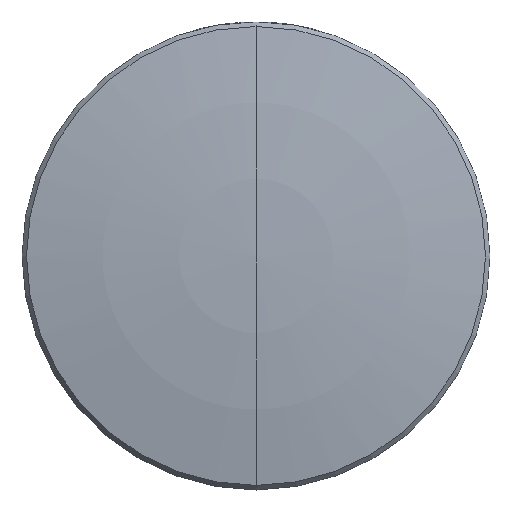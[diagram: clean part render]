
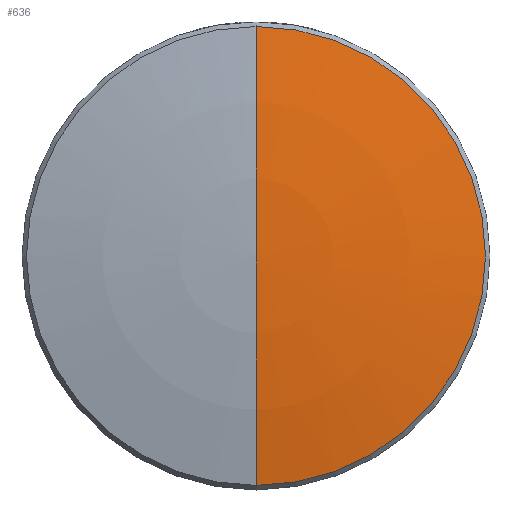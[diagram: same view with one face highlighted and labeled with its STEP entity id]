
A CAD part, top view. The second image highlights one B-rep face of the part: STEP entity #636.
In plain terms, the highlighted toroidal (fillet/blend) face has major radius 0.046 mm and minor radius 69.01 mm.
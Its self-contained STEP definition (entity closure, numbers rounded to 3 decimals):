
#108 = DIRECTION ( 'NONE',  ( 0., 0., 1. ) ) ;
#136 = ORIENTED_EDGE ( 'NONE', *, *, #409, .T. ) ;
#409 = EDGE_CURVE ( 'NONE', #1779, #2228, #1397, .T. ) ;
#443 = EDGE_LOOP ( 'NONE', ( #809, #136, #486 ) ) ;
#486 = ORIENTED_EDGE ( 'NONE', *, *, #2050, .T. ) ;
#636 = ADVANCED_FACE ( 'NONE', ( #2226 ), #2284, .T. ) ;
#637 = DIRECTION ( 'NONE',  ( 1., 0., 0. ) ) ;
#703 = CARTESIAN_POINT ( 'NONE',  ( 0., 0., 2.045 ) ) ;
#729 = DIRECTION ( 'NONE',  ( 0., 0., 1. ) ) ;
#741 = VERTEX_POINT ( 'NONE', #1098 ) ;
#809 = ORIENTED_EDGE ( 'NONE', *, *, #1421, .F. ) ;
#878 = DIRECTION ( 'NONE',  ( 0., 1., 0. ) ) ;
#909 = CARTESIAN_POINT ( 'NONE',  ( 0., 0., 3.17 ) ) ;
#922 = DIRECTION ( 'NONE',  ( 0., 1., 0. ) ) ;
#945 = AXIS2_PLACEMENT_3D ( 'NONE', #1790, #1969, #108 ) ;
#998 = CARTESIAN_POINT ( 'NONE',  ( 0., -0.046, -65.84 ) ) ;
#1003 = DIRECTION ( 'NONE',  ( 0., 0., -1. ) ) ;
#1098 = CARTESIAN_POINT ( 'NONE',  ( 0., 12.455, 2.045 ) ) ;
#1375 = DIRECTION ( 'NONE',  ( 0., 1., 0. ) ) ;
#1397 = CIRCLE ( 'NONE', #2169, 69.01 ) ;
#1421 = EDGE_CURVE ( 'NONE', #1779, #741, #1602, .T. ) ;
#1602 = CIRCLE ( 'NONE', #945, 69.01 ) ;
#1747 = CIRCLE ( 'NONE', #2295, 12.455 ) ;
#1779 = VERTEX_POINT ( 'NONE', #909 ) ;
#1790 = CARTESIAN_POINT ( 'NONE',  ( 0., 0.046, -65.84 ) ) ;
#1916 = CARTESIAN_POINT ( 'NONE',  ( 0., 0., -65.84 ) ) ;
#1969 = DIRECTION ( 'NONE',  ( -1., 0., 0. ) ) ;
#2050 = EDGE_CURVE ( 'NONE', #2228, #741, #1747, .T. ) ;
#2058 = CARTESIAN_POINT ( 'NONE',  ( 0., -12.455, 2.045 ) ) ;
#2169 = AXIS2_PLACEMENT_3D ( 'NONE', #998, #637, #878 ) ;
#2226 = FACE_OUTER_BOUND ( 'NONE', #443, .T. ) ;
#2228 = VERTEX_POINT ( 'NONE', #2058 ) ;
#2284 = TOROIDAL_SURFACE ( 'NONE', #2332, 0.046, 69.01 ) ;
#2295 = AXIS2_PLACEMENT_3D ( 'NONE', #703, #729, #922 ) ;
#2332 = AXIS2_PLACEMENT_3D ( 'NONE', #1916, #1003, #1375 ) ;
